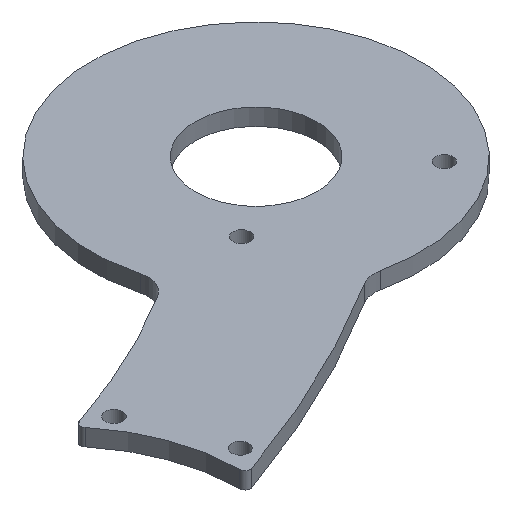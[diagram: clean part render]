
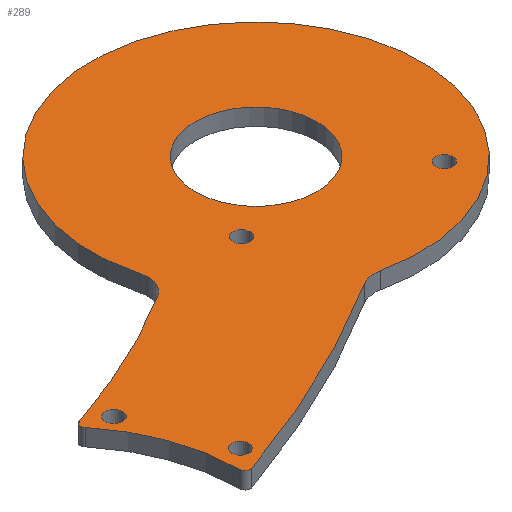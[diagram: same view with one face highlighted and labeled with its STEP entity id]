
A CAD part, isometric view. The second image highlights one B-rep face of the part: STEP entity #289.
In plain terms, the highlighted planar face has unit normal (0, 0, 1).
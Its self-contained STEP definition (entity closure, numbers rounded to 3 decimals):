
#20=FACE_BOUND('',#62,.T.);
#21=FACE_BOUND('',#63,.T.);
#22=FACE_BOUND('',#64,.T.);
#23=FACE_BOUND('',#65,.T.);
#24=FACE_BOUND('',#66,.T.);
#26=PLANE('',#344);
#41=FACE_OUTER_BOUND('',#61,.T.);
#61=EDGE_LOOP('',(#249,#250,#251,#252,#253,#254,#255,#256));
#62=EDGE_LOOP('',(#257));
#63=EDGE_LOOP('',(#258));
#64=EDGE_LOOP('',(#259));
#65=EDGE_LOOP('',(#260));
#66=EDGE_LOOP('',(#261));
#94=CIRCLE('',#306,1.625);
#96=CIRCLE('',#309,1.625);
#98=CIRCLE('',#312,1.625);
#100=CIRCLE('',#315,1.625);
#102=CIRCLE('',#318,11.5);
#103=CIRCLE('',#320,4.826);
#105=CIRCLE('',#323,203.447);
#107=CIRCLE('',#326,1.);
#109=CIRCLE('',#329,34.);
#111=CIRCLE('',#332,1.);
#113=CIRCLE('',#335,128.537);
#115=CIRCLE('',#338,4.826);
#117=CIRCLE('',#341,31.208);
#120=VERTEX_POINT('',#446);
#122=VERTEX_POINT('',#452);
#124=VERTEX_POINT('',#458);
#126=VERTEX_POINT('',#464);
#128=VERTEX_POINT('',#470);
#129=VERTEX_POINT('',#474);
#130=VERTEX_POINT('',#475);
#133=VERTEX_POINT('',#483);
#135=VERTEX_POINT('',#489);
#137=VERTEX_POINT('',#495);
#139=VERTEX_POINT('',#501);
#141=VERTEX_POINT('',#507);
#143=VERTEX_POINT('',#513);
#147=EDGE_CURVE('',#120,#120,#94,.T.);
#150=EDGE_CURVE('',#122,#122,#96,.T.);
#153=EDGE_CURVE('',#124,#124,#98,.T.);
#156=EDGE_CURVE('',#126,#126,#100,.T.);
#159=EDGE_CURVE('',#128,#128,#102,.T.);
#160=EDGE_CURVE('',#129,#130,#103,.T.);
#164=EDGE_CURVE('',#133,#130,#105,.T.);
#167=EDGE_CURVE('',#135,#133,#107,.T.);
#170=EDGE_CURVE('',#135,#137,#109,.T.);
#173=EDGE_CURVE('',#139,#137,#111,.T.);
#176=EDGE_CURVE('',#139,#141,#113,.T.);
#179=EDGE_CURVE('',#141,#143,#115,.T.);
#182=EDGE_CURVE('',#129,#143,#117,.T.);
#249=ORIENTED_EDGE('',*,*,#182,.T.);
#250=ORIENTED_EDGE('',*,*,#179,.F.);
#251=ORIENTED_EDGE('',*,*,#176,.F.);
#252=ORIENTED_EDGE('',*,*,#173,.T.);
#253=ORIENTED_EDGE('',*,*,#170,.F.);
#254=ORIENTED_EDGE('',*,*,#167,.T.);
#255=ORIENTED_EDGE('',*,*,#164,.T.);
#256=ORIENTED_EDGE('',*,*,#160,.F.);
#257=ORIENTED_EDGE('',*,*,#159,.F.);
#258=ORIENTED_EDGE('',*,*,#156,.F.);
#259=ORIENTED_EDGE('',*,*,#153,.F.);
#260=ORIENTED_EDGE('',*,*,#150,.F.);
#261=ORIENTED_EDGE('',*,*,#147,.F.);
#289=ADVANCED_FACE('',(#41,#20,#21,#22,#23,#24),#26,.T.);
#306=AXIS2_PLACEMENT_3D('',#448,#352,#353);
#309=AXIS2_PLACEMENT_3D('',#454,#359,#360);
#312=AXIS2_PLACEMENT_3D('',#460,#366,#367);
#315=AXIS2_PLACEMENT_3D('',#466,#373,#374);
#318=AXIS2_PLACEMENT_3D('',#472,#380,#381);
#320=AXIS2_PLACEMENT_3D('',#476,#384,#385);
#323=AXIS2_PLACEMENT_3D('',#484,#392,#393);
#326=AXIS2_PLACEMENT_3D('',#490,#399,#400);
#329=AXIS2_PLACEMENT_3D('',#496,#406,#407);
#332=AXIS2_PLACEMENT_3D('',#502,#413,#414);
#335=AXIS2_PLACEMENT_3D('',#508,#420,#421);
#338=AXIS2_PLACEMENT_3D('',#514,#427,#428);
#341=AXIS2_PLACEMENT_3D('',#519,#434,#435);
#344=AXIS2_PLACEMENT_3D('',#522,#440,#441);
#352=DIRECTION('center_axis',(0.,0.,1.));
#353=DIRECTION('ref_axis',(1.,0.,0.));
#359=DIRECTION('center_axis',(0.,0.,1.));
#360=DIRECTION('ref_axis',(-1.,0.,0.));
#366=DIRECTION('center_axis',(0.,0.,1.));
#367=DIRECTION('ref_axis',(1.,0.,0.));
#373=DIRECTION('center_axis',(0.,0.,1.));
#374=DIRECTION('ref_axis',(-1.,0.,0.));
#380=DIRECTION('center_axis',(0.,0.,1.));
#381=DIRECTION('ref_axis',(-1.,0.,0.));
#384=DIRECTION('center_axis',(0.,0.,1.));
#385=DIRECTION('ref_axis',(0.221,0.975,0.));
#392=DIRECTION('center_axis',(0.,0.,1.));
#393=DIRECTION('ref_axis',(0.328,-0.945,0.));
#399=DIRECTION('center_axis',(0.,0.,1.));
#400=DIRECTION('ref_axis',(-1.,-0.004,0.));
#406=DIRECTION('center_axis',(0.,0.,1.));
#407=DIRECTION('ref_axis',(1.,0.004,0.));
#413=DIRECTION('center_axis',(0.,0.,1.));
#414=DIRECTION('ref_axis',(-0.312,0.95,0.));
#420=DIRECTION('center_axis',(0.,0.,1.));
#421=DIRECTION('ref_axis',(0.312,-0.95,0.));
#427=DIRECTION('center_axis',(0.,0.,1.));
#428=DIRECTION('ref_axis',(0.529,-0.849,0.));
#434=DIRECTION('center_axis',(0.,0.,1.));
#435=DIRECTION('ref_axis',(0.691,0.722,0.));
#440=DIRECTION('center_axis',(0.,0.,1.));
#441=DIRECTION('ref_axis',(1.,0.,0.));
#446=CARTESIAN_POINT('',(101.531,57.46,0.));
#448=CARTESIAN_POINT('Origin',(103.156,57.46,0.));
#452=CARTESIAN_POINT('',(38.535,29.845,0.));
#454=CARTESIAN_POINT('Origin',(36.91,29.845,0.));
#458=CARTESIAN_POINT('',(70.053,64.334,0.));
#460=CARTESIAN_POINT('Origin',(71.678,64.334,0.));
#464=CARTESIAN_POINT('',(31.798,46.985,0.));
#466=CARTESIAN_POINT('Origin',(30.173,46.985,0.));
#470=CARTESIAN_POINT('',(97.663,76.094,0.));
#472=CARTESIAN_POINT('Origin',(86.163,76.094,0.));
#474=CARTESIAN_POINT('',(79.273,45.656,0.));
#475=CARTESIAN_POINT('',(75.652,45.043,0.));
#476=CARTESIAN_POINT('Origin',(78.207,40.95,0.));
#483=CARTESIAN_POINT('',(34.729,25.455,0.));
#484=CARTESIAN_POINT('Origin',(-32.098,217.614,0.));
#489=CARTESIAN_POINT('',(33.4,26.396,0.));
#490=CARTESIAN_POINT('Origin',(34.4,26.4,0.));
#495=CARTESIAN_POINT('',(25.629,47.9,0.));
#496=CARTESIAN_POINT('Origin',(-0.6,26.265,0.));
#501=CARTESIAN_POINT('',(26.088,49.486,0.));
#502=CARTESIAN_POINT('Origin',(26.4,48.536,0.));
#507=CARTESIAN_POINT('',(53.953,62.51,0.));
#508=CARTESIAN_POINT('Origin',(-14.014,171.608,0.));
#513=CARTESIAN_POINT('',(56.057,67.877,0.));
#514=CARTESIAN_POINT('Origin',(51.401,66.606,0.));
#519=CARTESIAN_POINT('Origin',(86.163,76.094,0.));
#522=CARTESIAN_POINT('Origin',(71.385,66.351,0.));
